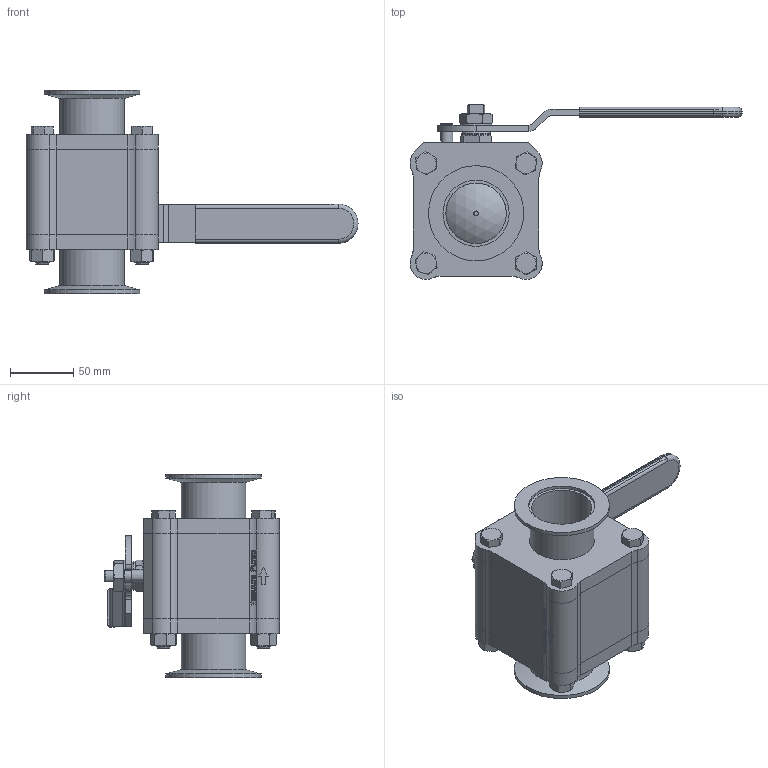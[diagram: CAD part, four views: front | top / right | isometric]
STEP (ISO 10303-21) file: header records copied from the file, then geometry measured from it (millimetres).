
FILE_DESCRIPTION(/* description */ (''),/* implementation_level */ '2;1');
FILE_NAME(/* name */ '3002035d.stp',/* time_stamp */ '2021-04-02T12:22:29-04:00',/* author */ ('Sana_M'),/* organization */ (''),/* preprocessor_version */ 'ST-DEVELOPER v18.1',/* originating_system */ 'Autodesk Inventor 2021',/* authorisation */ '');
FILE_SCHEMA (('AUTOMOTIVE_DESIGN { 1 0 10303 214 3 1 1 }'));
Length unit declared in the file: inch
Products named in the file (1): 3002035d
Bounding box: 261.62 x 137.94 x 160.27 mm (x, y, z)
Surface area: 163723.9 mm2 (no closed solid volume)
Topology: 0 solids, 28 shells, 591 faces, 1936 edges, 1320 vertices
Faces by surface type: plane 254, bspline 121, cone 111, cylinder 100, torus 4, sphere 1
Full cylindrical faces by diameter (mm): 4.978 x3, 9.525 x2, 11.112 x4, 13.919 x1, 22.225 x1, 25.019 x1, 34.671 x1, 34.925 x1, 47.625 x3, 50.8 x2, 51.054 x2, 52.197 x2, 75.006 x2
Entity records: 24432 total; most frequent: CARTESIAN_POINT 8154, ORIENTED_EDGE 3211, DIRECTION 2943, EDGE_CURVE 1933, VERTEX_POINT 1320, AXIS2_PLACEMENT_3D 1052, LINE 839, VECTOR 839
